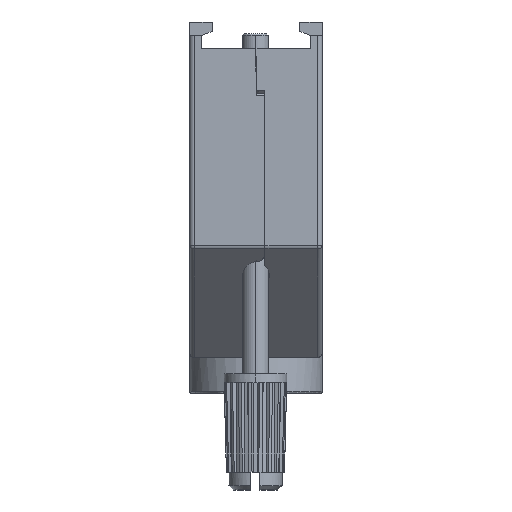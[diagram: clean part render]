
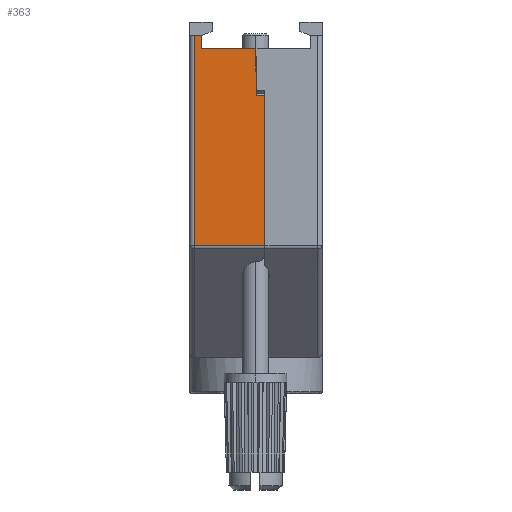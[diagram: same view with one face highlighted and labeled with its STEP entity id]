
A CAD part, left-side view. The second image highlights one B-rep face of the part: STEP entity #363.
In plain terms, the highlighted face is planar.
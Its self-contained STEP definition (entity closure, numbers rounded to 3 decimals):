
#13 = PLANE ( 'NONE',  #1692 ) ;
#161 = CARTESIAN_POINT ( 'NONE',  ( 19.75, 7.4, -8.183 ) ) ;
#363 = ADVANCED_FACE ( 'NONE', ( #12979 ), #13, .T. ) ;
#665 = CARTESIAN_POINT ( 'NONE',  ( 19.75, 7.4, -8.183 ) ) ;
#1275 = DIRECTION ( 'NONE',  ( 0., 1., 0. ) ) ;
#1547 = ORIENTED_EDGE ( 'NONE', *, *, #13239, .T. ) ;
#1559 = VERTEX_POINT ( 'NONE', #6622 ) ;
#1600 = DIRECTION ( 'NONE',  ( 0., -1., 0. ) ) ;
#1659 = LINE ( 'NONE', #6840, #5449 ) ;
#1692 = AXIS2_PLACEMENT_3D ( 'NONE', #8842, #10194, #1275 ) ;
#1725 = LINE ( 'NONE', #6565, #12172 ) ;
#1902 = CARTESIAN_POINT ( 'NONE',  ( 19.75, 1.3, -1.5 ) ) ;
#2070 = DIRECTION ( 'NONE',  ( 0., 1., 0. ) ) ;
#2176 = VECTOR ( 'NONE', #1600, 1000. ) ;
#2733 = DIRECTION ( 'NONE',  ( 0., 0., -1. ) ) ;
#2894 = VECTOR ( 'NONE', #2070, 1000. ) ;
#2960 = CARTESIAN_POINT ( 'NONE',  ( 19.75, 0.5, -37.5 ) ) ;
#3311 = CARTESIAN_POINT ( 'NONE',  ( 19.75, 0.5, -24.993 ) ) ;
#3678 = VERTEX_POINT ( 'NONE', #665 ) ;
#3779 = VERTEX_POINT ( 'NONE', #12778 ) ;
#3978 = LINE ( 'NONE', #161, #2176 ) ;
#4044 = ORIENTED_EDGE ( 'NONE', *, *, #12294, .F. ) ;
#4070 = EDGE_CURVE ( 'NONE', #8453, #3779, #1659, .T. ) ;
#4829 = ORIENTED_EDGE ( 'NONE', *, *, #13463, .F. ) ;
#5449 = VECTOR ( 'NONE', #5569, 1000. ) ;
#5511 = LINE ( 'NONE', #2960, #15108 ) ;
#5569 = DIRECTION ( 'NONE',  ( 0., -1., 0. ) ) ;
#5808 = EDGE_LOOP ( 'NONE', ( #4044, #1547, #4829, #12279, #13674, #16340, #8856, #8936 ) ) ;
#5894 = EDGE_CURVE ( 'NONE', #8453, #14489, #1725, .T. ) ;
#5949 = LINE ( 'NONE', #11128, #9358 ) ;
#6345 = LINE ( 'NONE', #11515, #14614 ) ;
#6346 = VERTEX_POINT ( 'NONE', #3311 ) ;
#6565 = CARTESIAN_POINT ( 'NONE',  ( 19.75, 1.3, -1.5 ) ) ;
#6622 = CARTESIAN_POINT ( 'NONE',  ( 19.75, 7.4, -3. ) ) ;
#6840 = CARTESIAN_POINT ( 'NONE',  ( 19.75, 7.4, -1.5 ) ) ;
#7312 = DIRECTION ( 'NONE',  ( 0., 0., -1. ) ) ;
#7528 = EDGE_CURVE ( 'NONE', #15234, #3678, #3978, .T. ) ;
#7769 = EDGE_CURVE ( 'NONE', #1559, #3678, #6345, .T. ) ;
#8453 = VERTEX_POINT ( 'NONE', #1902 ) ;
#8842 = CARTESIAN_POINT ( 'NONE',  ( 19.75, 7.4, -37.5 ) ) ;
#8856 = ORIENTED_EDGE ( 'NONE', *, *, #5894, .F. ) ;
#8936 = ORIENTED_EDGE ( 'NONE', *, *, #4070, .T. ) ;
#9358 = VECTOR ( 'NONE', #7312, 1000. ) ;
#9664 = VERTEX_POINT ( 'NONE', #10154 ) ;
#9866 = VECTOR ( 'NONE', #15778, 1000. ) ;
#10154 = CARTESIAN_POINT ( 'NONE',  ( 19.75, 8.4, -24.993 ) ) ;
#10194 = DIRECTION ( 'NONE',  ( 1., 0., 0. ) ) ;
#11128 = CARTESIAN_POINT ( 'NONE',  ( 19.75, 8.4, -3. ) ) ;
#11146 = EDGE_CURVE ( 'NONE', #14489, #1559, #14967, .T. ) ;
#11515 = CARTESIAN_POINT ( 'NONE',  ( 19.75, 7.4, -3. ) ) ;
#12172 = VECTOR ( 'NONE', #2733, 1000. ) ;
#12235 = CARTESIAN_POINT ( 'NONE',  ( 19.75, 8.4, -24.993 ) ) ;
#12279 = ORIENTED_EDGE ( 'NONE', *, *, #7528, .T. ) ;
#12294 = EDGE_CURVE ( 'NONE', #6346, #3779, #5511, .T. ) ;
#12778 = CARTESIAN_POINT ( 'NONE',  ( 19.75, 0.5, -1.5 ) ) ;
#12979 = FACE_OUTER_BOUND ( 'NONE', #5808, .T. ) ;
#13135 = DIRECTION ( 'NONE',  ( 0., 0., 1. ) ) ;
#13239 = EDGE_CURVE ( 'NONE', #6346, #9664, #15861, .T. ) ;
#13461 = CARTESIAN_POINT ( 'NONE',  ( 19.75, -38.228, -3. ) ) ;
#13463 = EDGE_CURVE ( 'NONE', #15234, #9664, #5949, .T. ) ;
#13674 = ORIENTED_EDGE ( 'NONE', *, *, #7769, .F. ) ;
#14452 = CARTESIAN_POINT ( 'NONE',  ( 19.75, 1.3, -3. ) ) ;
#14489 = VERTEX_POINT ( 'NONE', #14452 ) ;
#14614 = VECTOR ( 'NONE', #16668, 1000. ) ;
#14858 = CARTESIAN_POINT ( 'NONE',  ( 19.75, 8.4, -8.183 ) ) ;
#14967 = LINE ( 'NONE', #13461, #2894 ) ;
#15108 = VECTOR ( 'NONE', #13135, 1000. ) ;
#15234 = VERTEX_POINT ( 'NONE', #14858 ) ;
#15778 = DIRECTION ( 'NONE',  ( 0., 1., 0. ) ) ;
#15861 = LINE ( 'NONE', #12235, #9866 ) ;
#16340 = ORIENTED_EDGE ( 'NONE', *, *, #11146, .F. ) ;
#16668 = DIRECTION ( 'NONE',  ( 0., 0., -1. ) ) ;
